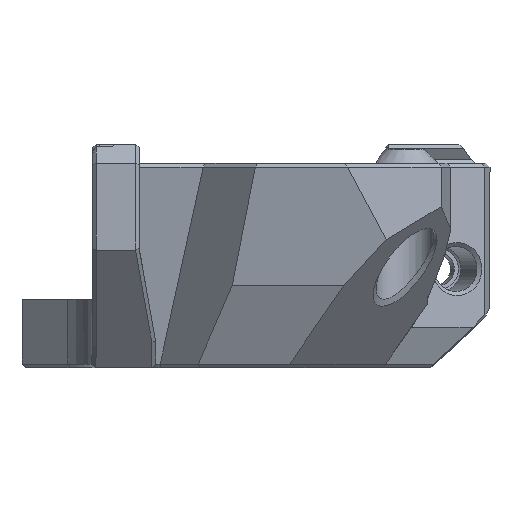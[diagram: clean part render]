
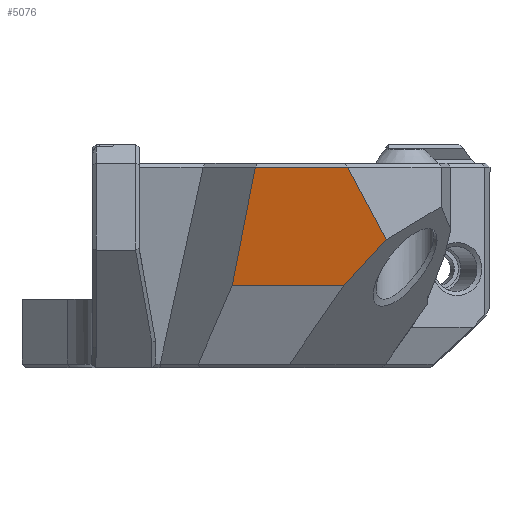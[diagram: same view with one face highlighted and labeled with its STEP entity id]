
A CAD part, left-side view. The second image highlights one B-rep face of the part: STEP entity #5076.
In plain terms, the highlighted planar face has unit normal (-0.982, 0, -0.19).
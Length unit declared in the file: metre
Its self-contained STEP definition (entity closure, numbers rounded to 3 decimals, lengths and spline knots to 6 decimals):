
#284=LINE('',#7835,#840);
#285=LINE('',#7838,#841);
#286=LINE('',#7840,#842);
#287=LINE('',#7842,#843);
#288=LINE('',#7844,#844);
#289=LINE('',#7846,#845);
#290=LINE('',#7848,#846);
#840=VECTOR('',#6103,1.);
#841=VECTOR('',#6104,1.);
#842=VECTOR('',#6105,1.);
#843=VECTOR('',#6106,1.);
#844=VECTOR('',#6107,1.);
#845=VECTOR('',#6108,1.);
#846=VECTOR('',#6109,1.);
#1630=ORIENTED_EDGE('',*,*,#3068,.F.);
#1631=ORIENTED_EDGE('',*,*,#3069,.T.);
#1632=ORIENTED_EDGE('',*,*,#3070,.F.);
#1633=ORIENTED_EDGE('',*,*,#3071,.T.);
#1634=ORIENTED_EDGE('',*,*,#3072,.T.);
#1635=ORIENTED_EDGE('',*,*,#3073,.F.);
#1636=ORIENTED_EDGE('',*,*,#3074,.F.);
#3068=EDGE_CURVE('',#3776,#3777,#284,.T.);
#3069=EDGE_CURVE('',#3776,#3778,#285,.T.);
#3070=EDGE_CURVE('',#3779,#3778,#286,.T.);
#3071=EDGE_CURVE('',#3779,#3780,#287,.T.);
#3072=EDGE_CURVE('',#3780,#3781,#288,.T.);
#3073=EDGE_CURVE('',#3782,#3781,#289,.T.);
#3074=EDGE_CURVE('',#3777,#3782,#290,.T.);
#3776=VERTEX_POINT('',#7836);
#3777=VERTEX_POINT('',#7837);
#3778=VERTEX_POINT('',#7839);
#3779=VERTEX_POINT('',#7841);
#3780=VERTEX_POINT('',#7843);
#3781=VERTEX_POINT('',#7845);
#3782=VERTEX_POINT('',#7847);
#4164=EDGE_LOOP('',(#1630,#1631,#1632,#1633,#1634,#1635,#1636));
#4519=FACE_BOUND('',#4164,.T.);
#4845=PLANE('',#5433);
#5076=ADVANCED_FACE('',(#4519),#4845,.T.);
#5433=AXIS2_PLACEMENT_3D('',#7834,#6101,#6102);
#6101=DIRECTION('',(-0.982,0.,-0.19));
#6102=DIRECTION('',(0.19,0.,-0.982));
#6103=DIRECTION('',(-0.102,-0.845,0.525));
#6104=DIRECTION('',(0.187,0.187,-0.964));
#6105=DIRECTION('',(0.,1.,0.));
#6106=DIRECTION('',(-0.141,-0.67,0.729));
#6107=DIRECTION('',(-0.169,0.463,0.87));
#6108=DIRECTION('',(0.054,-0.959,-0.278));
#6109=DIRECTION('',(0.,-1.,0.));
#7834=CARTESIAN_POINT('',(0.3837,0.01619,-0.295899));
#7835=CARTESIAN_POINT('',(0.384731,0.012056,-0.301223));
#7836=CARTESIAN_POINT('',(0.383778,0.004138,-0.296299));
#7837=CARTESIAN_POINT('',(0.383776,0.004126,-0.296291));
#7838=CARTESIAN_POINT('',(0.385,0.00536,-0.302607));
#7839=CARTESIAN_POINT('',(0.386172,0.006532,-0.308658));
#7840=CARTESIAN_POINT('',(0.386172,0.01119,-0.308658));
#7841=CARTESIAN_POINT('',(0.386172,-0.005083,-0.308658));
#7842=CARTESIAN_POINT('',(0.386734,-0.002417,-0.311559));
#7843=CARTESIAN_POINT('',(0.38524,-0.009503,-0.303847));
#7844=CARTESIAN_POINT('',(0.383277,-0.00411,-0.293714));
#7845=CARTESIAN_POINT('',(0.383778,-0.005486,-0.296299));
#7846=CARTESIAN_POINT('',(0.383224,0.004394,-0.29344));
#7847=CARTESIAN_POINT('',(0.383776,-0.005461,-0.296291));
#7848=CARTESIAN_POINT('',(0.383776,0.013972,-0.296291));
